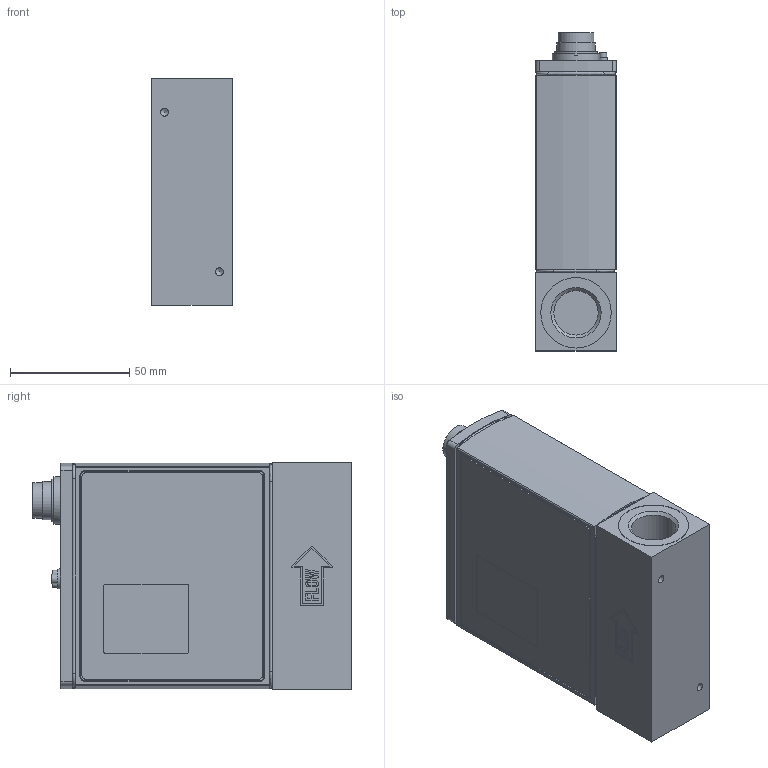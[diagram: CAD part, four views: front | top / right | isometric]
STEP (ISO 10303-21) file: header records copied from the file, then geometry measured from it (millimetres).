
FILE_DESCRIPTION(/* description */ (''),/* implementation_level */ '2;1');
FILE_NAME(/* name */ 'D-6460-Ann-00-n-n-D-n-n-n-nnn.stp',/* time_stamp */ '2023-02-16T14:14:13+01:00',/* author */ ('M-Huiskes'),/* organization */ (''),/* preprocessor_version */ 'ST-DEVELOPER v18.1',/* originating_system */ 'Autodesk Inventor 2021',/* authorisation */ '');
FILE_SCHEMA (('AUTOMOTIVE_DESIGN { 1 0 10303 214 3 1 1 }'));
Length unit declared in the file: millimetre
Products named in the file (1): Part15
Bounding box: 34 x 133.7 x 95 mm (x, y, z)
Volume: 376822.9 mm3; surface area: 51159.8 mm2
Topology: 1 solids, 18 shells, 395 faces, 943 edges, 613 vertices
Faces by surface type: plane 195, cylinder 120, bspline 48, cone 17, sphere 8, torus 7
Full cylindrical faces by diameter (mm): 1 x8, 2.013 x2, 2.459 x5, 2.5 x1, 2.88 x2, 3 x4, 3.242 x2, 3.4 x4, 3.75 x2, 4 x2, 5.4 x1, 5.5 x3, 6 x3, 6.7 x1, 8.3 x1, 14.5 x1, 15 x1, 16 x2, 18 x1, 18.1 x1, 18.631 x2, 20 x1, 29.6 x2
Entity records: 12766 total; most frequent: CARTESIAN_POINT 3137, DIRECTION 1907, ORIENTED_EDGE 1852, EDGE_CURVE 926, AXIS2_PLACEMENT_3D 700, VERTEX_POINT 613, LINE 507, VECTOR 507
